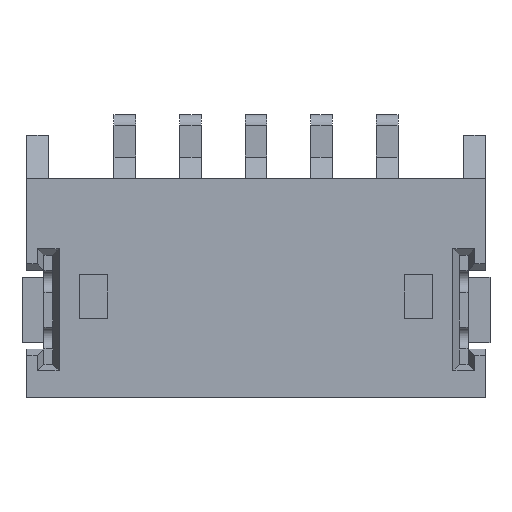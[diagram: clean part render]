
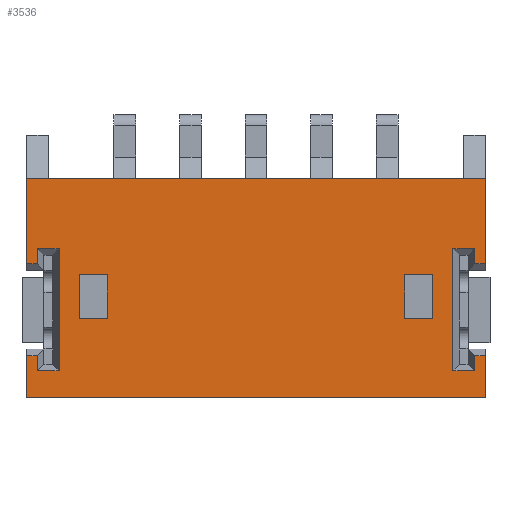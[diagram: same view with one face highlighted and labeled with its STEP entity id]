
A CAD part, top view. The second image highlights one B-rep face of the part: STEP entity #3536.
In plain terms, the highlighted planar face has unit normal (0, 0, 1).
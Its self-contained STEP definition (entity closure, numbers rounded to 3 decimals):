
#271=ORIENTED_EDGE('',*,*,#1219,.T.);
#272=ORIENTED_EDGE('',*,*,#1265,.F.);
#273=ORIENTED_EDGE('',*,*,#1279,.T.);
#274=ORIENTED_EDGE('',*,*,#1280,.T.);
#275=ORIENTED_EDGE('',*,*,#1281,.T.);
#276=ORIENTED_EDGE('',*,*,#1282,.T.);
#277=ORIENTED_EDGE('',*,*,#1283,.T.);
#278=ORIENTED_EDGE('',*,*,#1284,.T.);
#279=ORIENTED_EDGE('',*,*,#1285,.T.);
#280=ORIENTED_EDGE('',*,*,#1268,.F.);
#281=ORIENTED_EDGE('',*,*,#1260,.F.);
#282=ORIENTED_EDGE('',*,*,#1286,.T.);
#283=ORIENTED_EDGE('',*,*,#1287,.T.);
#284=ORIENTED_EDGE('',*,*,#1288,.T.);
#285=ORIENTED_EDGE('',*,*,#1289,.T.);
#286=ORIENTED_EDGE('',*,*,#1290,.T.);
#287=ORIENTED_EDGE('',*,*,#1291,.T.);
#288=ORIENTED_EDGE('',*,*,#1292,.T.);
#289=ORIENTED_EDGE('',*,*,#1293,.T.);
#290=ORIENTED_EDGE('',*,*,#1294,.T.);
#291=ORIENTED_EDGE('',*,*,#1295,.T.);
#292=ORIENTED_EDGE('',*,*,#1296,.T.);
#293=ORIENTED_EDGE('',*,*,#1297,.T.);
#294=ORIENTED_EDGE('',*,*,#1298,.T.);
#295=ORIENTED_EDGE('',*,*,#1299,.T.);
#296=ORIENTED_EDGE('',*,*,#1300,.T.);
#297=ORIENTED_EDGE('',*,*,#1301,.T.);
#298=ORIENTED_EDGE('',*,*,#1302,.T.);
#1219=EDGE_CURVE('',#1722,#1721,#2065,.T.);
#1260=EDGE_CURVE('',#1759,#1760,#2106,.T.);
#1265=EDGE_CURVE('',#1762,#1721,#2111,.T.);
#1268=EDGE_CURVE('',#1760,#1764,#2114,.T.);
#1279=EDGE_CURVE('',#1762,#1774,#2125,.T.);
#1280=EDGE_CURVE('',#1774,#1775,#2126,.T.);
#1281=EDGE_CURVE('',#1775,#1776,#2127,.T.);
#1282=EDGE_CURVE('',#1776,#1777,#2128,.T.);
#1283=EDGE_CURVE('',#1777,#1778,#2129,.T.);
#1284=EDGE_CURVE('',#1778,#1779,#2130,.T.);
#1285=EDGE_CURVE('',#1779,#1764,#2131,.T.);
#1286=EDGE_CURVE('',#1759,#1780,#2132,.T.);
#1287=EDGE_CURVE('',#1780,#1781,#2133,.T.);
#1288=EDGE_CURVE('',#1781,#1782,#2134,.T.);
#1289=EDGE_CURVE('',#1782,#1783,#2135,.T.);
#1290=EDGE_CURVE('',#1783,#1784,#2136,.T.);
#1291=EDGE_CURVE('',#1784,#1785,#2137,.T.);
#1292=EDGE_CURVE('',#1785,#1786,#2138,.T.);
#1293=EDGE_CURVE('',#1786,#1787,#2139,.T.);
#1294=EDGE_CURVE('',#1787,#1722,#2140,.T.);
#1295=EDGE_CURVE('',#1788,#1789,#2141,.T.);
#1296=EDGE_CURVE('',#1789,#1790,#2142,.T.);
#1297=EDGE_CURVE('',#1790,#1791,#2143,.T.);
#1298=EDGE_CURVE('',#1791,#1788,#2144,.T.);
#1299=EDGE_CURVE('',#1792,#1793,#2145,.T.);
#1300=EDGE_CURVE('',#1793,#1794,#2146,.T.);
#1301=EDGE_CURVE('',#1794,#1795,#2147,.T.);
#1302=EDGE_CURVE('',#1795,#1792,#2148,.T.);
#1721=VERTEX_POINT('',#5052);
#1722=VERTEX_POINT('',#5054);
#1759=VERTEX_POINT('',#5134);
#1760=VERTEX_POINT('',#5136);
#1762=VERTEX_POINT('',#5143);
#1764=VERTEX_POINT('',#5150);
#1774=VERTEX_POINT('',#5174);
#1775=VERTEX_POINT('',#5176);
#1776=VERTEX_POINT('',#5178);
#1777=VERTEX_POINT('',#5180);
#1778=VERTEX_POINT('',#5182);
#1779=VERTEX_POINT('',#5184);
#1780=VERTEX_POINT('',#5187);
#1781=VERTEX_POINT('',#5189);
#1782=VERTEX_POINT('',#5191);
#1783=VERTEX_POINT('',#5193);
#1784=VERTEX_POINT('',#5195);
#1785=VERTEX_POINT('',#5197);
#1786=VERTEX_POINT('',#5199);
#1787=VERTEX_POINT('',#5201);
#1788=VERTEX_POINT('',#5204);
#1789=VERTEX_POINT('',#5205);
#1790=VERTEX_POINT('',#5207);
#1791=VERTEX_POINT('',#5209);
#1792=VERTEX_POINT('',#5212);
#1793=VERTEX_POINT('',#5213);
#1794=VERTEX_POINT('',#5215);
#1795=VERTEX_POINT('',#5217);
#2065=LINE('',#5053,#2551);
#2106=LINE('',#5135,#2592);
#2111=LINE('',#5144,#2597);
#2114=LINE('',#5149,#2600);
#2125=LINE('',#5173,#2611);
#2126=LINE('',#5175,#2612);
#2127=LINE('',#5177,#2613);
#2128=LINE('',#5179,#2614);
#2129=LINE('',#5181,#2615);
#2130=LINE('',#5183,#2616);
#2131=LINE('',#5185,#2617);
#2132=LINE('',#5186,#2618);
#2133=LINE('',#5188,#2619);
#2134=LINE('',#5190,#2620);
#2135=LINE('',#5192,#2621);
#2136=LINE('',#5194,#2622);
#2137=LINE('',#5196,#2623);
#2138=LINE('',#5198,#2624);
#2139=LINE('',#5200,#2625);
#2140=LINE('',#5202,#2626);
#2141=LINE('',#5203,#2627);
#2142=LINE('',#5206,#2628);
#2143=LINE('',#5208,#2629);
#2144=LINE('',#5210,#2630);
#2145=LINE('',#5211,#2631);
#2146=LINE('',#5214,#2632);
#2147=LINE('',#5216,#2633);
#2148=LINE('',#5218,#2634);
#2551=VECTOR('',#4073,1000.);
#2592=VECTOR('',#4120,1000.);
#2597=VECTOR('',#4127,1000.);
#2600=VECTOR('',#4132,1000.);
#2611=VECTOR('',#4149,1000.);
#2612=VECTOR('',#4150,1000.);
#2613=VECTOR('',#4151,1000.);
#2614=VECTOR('',#4152,1000.);
#2615=VECTOR('',#4153,1000.);
#2616=VECTOR('',#4154,1000.);
#2617=VECTOR('',#4155,1000.);
#2618=VECTOR('',#4156,1000.);
#2619=VECTOR('',#4157,1000.);
#2620=VECTOR('',#4158,1000.);
#2621=VECTOR('',#4159,1000.);
#2622=VECTOR('',#4160,1000.);
#2623=VECTOR('',#4161,1000.);
#2624=VECTOR('',#4162,1000.);
#2625=VECTOR('',#4163,1000.);
#2626=VECTOR('',#4164,1000.);
#2627=VECTOR('',#4165,1000.);
#2628=VECTOR('',#4166,1000.);
#2629=VECTOR('',#4167,1000.);
#2630=VECTOR('',#4168,1000.);
#2631=VECTOR('',#4169,1000.);
#2632=VECTOR('',#4170,1000.);
#2633=VECTOR('',#4171,1000.);
#2634=VECTOR('',#4172,1000.);
#2967=EDGE_LOOP('',(#271,#272,#273,#274,#275,#276,#277,#278,#279,#280,#281,
#282,#283,#284,#285,#286,#287,#288,#289,#290));
#2968=EDGE_LOOP('',(#291,#292,#293,#294));
#2969=EDGE_LOOP('',(#295,#296,#297,#298));
#3167=FACE_BOUND('',#2967,.T.);
#3168=FACE_BOUND('',#2968,.T.);
#3169=FACE_BOUND('',#2969,.T.);
#3366=PLANE('',#3759);
#3536=ADVANCED_FACE('',(#3167,#3168,#3169),#3366,.T.);
#3759=AXIS2_PLACEMENT_3D('',#5172,#4147,#4148);
#4073=DIRECTION('',(-1.,0.,0.));
#4120=DIRECTION('',(-1.,0.,0.));
#4127=DIRECTION('',(0.,1.,0.));
#4132=DIRECTION('',(0.,1.,0.));
#4147=DIRECTION('',(0.,0.,1.));
#4148=DIRECTION('',(1.,0.,0.));
#4149=DIRECTION('',(1.,0.,0.));
#4150=DIRECTION('',(0.,1.,0.));
#4151=DIRECTION('',(1.,0.,0.));
#4152=DIRECTION('',(0.,-1.,0.));
#4153=DIRECTION('',(-1.,0.,0.));
#4154=DIRECTION('',(0.,1.,0.));
#4155=DIRECTION('',(-1.,0.,0.));
#4156=DIRECTION('',(0.,1.,0.));
#4157=DIRECTION('',(-1.,0.,0.));
#4158=DIRECTION('',(0.,-1.,0.));
#4159=DIRECTION('',(-1.,0.,0.));
#4160=DIRECTION('',(0.,1.,0.));
#4161=DIRECTION('',(1.,0.,0.));
#4162=DIRECTION('',(0.,-1.,0.));
#4163=DIRECTION('',(1.,0.,0.));
#4164=DIRECTION('',(0.,1.,0.));
#4165=DIRECTION('',(-1.,0.,0.));
#4166=DIRECTION('',(0.,1.,0.));
#4167=DIRECTION('',(1.,0.,0.));
#4168=DIRECTION('',(0.,-1.,0.));
#4169=DIRECTION('',(0.,1.,0.));
#4170=DIRECTION('',(1.,0.,0.));
#4171=DIRECTION('',(0.,-1.,0.));
#4172=DIRECTION('',(-1.,0.,0.));
#5052=CARTESIAN_POINT('',(-5.25,2.5,1.85));
#5053=CARTESIAN_POINT('',(5.25,2.5,1.85));
#5054=CARTESIAN_POINT('',(5.25,2.5,1.85));
#5134=CARTESIAN_POINT('',(5.25,-2.5,1.85));
#5135=CARTESIAN_POINT('',(5.25,-2.5,1.85));
#5136=CARTESIAN_POINT('',(-5.25,-2.5,1.85));
#5143=CARTESIAN_POINT('',(-5.25,0.55,1.85));
#5144=CARTESIAN_POINT('',(-5.25,-2.5,1.85));
#5149=CARTESIAN_POINT('',(-5.25,-2.5,1.85));
#5150=CARTESIAN_POINT('',(-5.25,-1.55,1.85));
#5172=CARTESIAN_POINT('',(5.25,-2.5,1.85));
#5173=CARTESIAN_POINT('',(-4.855,0.55,1.85));
#5174=CARTESIAN_POINT('',(-5.005,0.55,1.85));
#5175=CARTESIAN_POINT('',(-5.005,0.75,1.85));
#5176=CARTESIAN_POINT('',(-5.005,0.9,1.85));
#5177=CARTESIAN_POINT('',(-4.655,0.9,1.85));
#5178=CARTESIAN_POINT('',(-4.505,0.9,1.85));
#5179=CARTESIAN_POINT('',(-4.505,-1.75,1.85));
#5180=CARTESIAN_POINT('',(-4.505,-1.9,1.85));
#5181=CARTESIAN_POINT('',(-4.855,-1.9,1.85));
#5182=CARTESIAN_POINT('',(-5.005,-1.9,1.85));
#5183=CARTESIAN_POINT('',(-5.005,-1.4,1.85));
#5184=CARTESIAN_POINT('',(-5.005,-1.55,1.85));
#5185=CARTESIAN_POINT('',(-5.25,-1.55,1.85));
#5186=CARTESIAN_POINT('',(5.25,-2.5,1.85));
#5187=CARTESIAN_POINT('',(5.25,-1.55,1.85));
#5188=CARTESIAN_POINT('',(4.855,-1.55,1.85));
#5189=CARTESIAN_POINT('',(5.005,-1.55,1.85));
#5190=CARTESIAN_POINT('',(5.005,-1.75,1.85));
#5191=CARTESIAN_POINT('',(5.005,-1.9,1.85));
#5192=CARTESIAN_POINT('',(4.655,-1.9,1.85));
#5193=CARTESIAN_POINT('',(4.505,-1.9,1.85));
#5194=CARTESIAN_POINT('',(4.505,0.75,1.85));
#5195=CARTESIAN_POINT('',(4.505,0.9,1.85));
#5196=CARTESIAN_POINT('',(4.855,0.9,1.85));
#5197=CARTESIAN_POINT('',(5.005,0.9,1.85));
#5198=CARTESIAN_POINT('',(5.005,0.4,1.85));
#5199=CARTESIAN_POINT('',(5.005,0.55,1.85));
#5200=CARTESIAN_POINT('',(5.25,0.55,1.85));
#5201=CARTESIAN_POINT('',(5.25,0.55,1.85));
#5202=CARTESIAN_POINT('',(5.25,-2.5,1.85));
#5203=CARTESIAN_POINT('',(-3.4,-0.7,1.85));
#5204=CARTESIAN_POINT('',(-3.4,-0.7,1.85));
#5205=CARTESIAN_POINT('',(-4.05,-0.7,1.85));
#5206=CARTESIAN_POINT('',(-4.05,-0.7,1.85));
#5207=CARTESIAN_POINT('',(-4.05,0.3,1.85));
#5208=CARTESIAN_POINT('',(-4.05,0.3,1.85));
#5209=CARTESIAN_POINT('',(-3.4,0.3,1.85));
#5210=CARTESIAN_POINT('',(-3.4,0.3,1.85));
#5211=CARTESIAN_POINT('',(3.4,-0.7,1.85));
#5212=CARTESIAN_POINT('',(3.4,-0.7,1.85));
#5213=CARTESIAN_POINT('',(3.4,0.3,1.85));
#5214=CARTESIAN_POINT('',(3.4,0.3,1.85));
#5215=CARTESIAN_POINT('',(4.05,0.3,1.85));
#5216=CARTESIAN_POINT('',(4.05,0.3,1.85));
#5217=CARTESIAN_POINT('',(4.05,-0.7,1.85));
#5218=CARTESIAN_POINT('',(4.05,-0.7,1.85));
